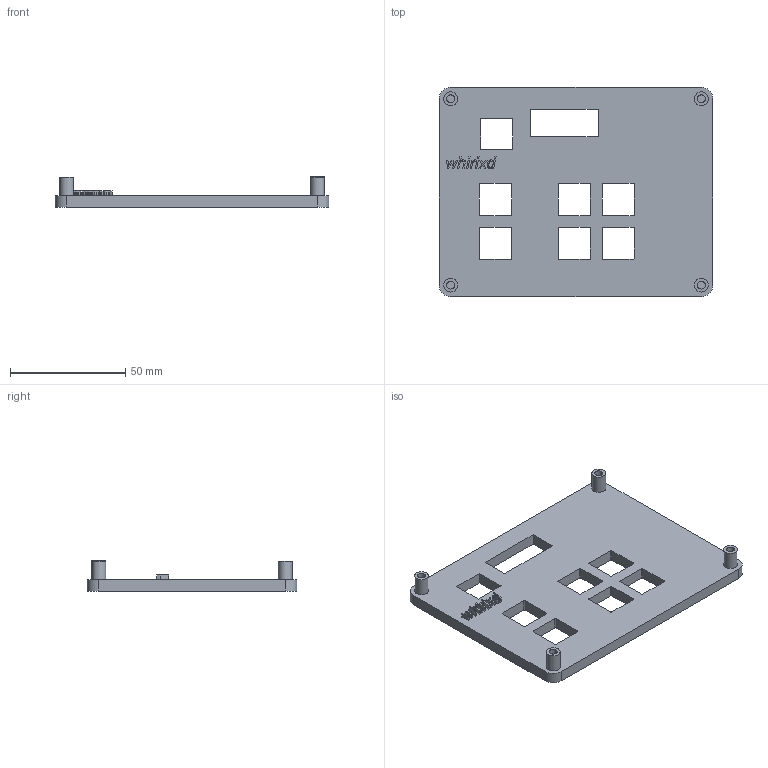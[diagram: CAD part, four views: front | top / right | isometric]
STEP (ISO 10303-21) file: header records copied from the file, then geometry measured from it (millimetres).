
FILE_DESCRIPTION(/* description */ ('','CAx-IF Rec.Pracs.---Representation and Presentation of Product Manufacturing Information (PMI)---4.0---2014-10-13'),/* implementation_level */ '2;1');
FILE_NAME(/* name */ 'top-case.step',/* time_stamp */ '2025-02-20T19:23:49+05:30',/* author */ (''),/* organization */ (''),/* preprocessor_version */ 'ST-DEVELOPER v20',/* originating_system */ 'Autodesk Translation Framework v13.20.0.188',/* authorisation */ '');
FILE_SCHEMA (('AP242_MANAGED_MODEL_BASED_3D_ENGINEERING_MIM_LF { 1 0 10303 442 1 1 4 }'));
Length unit declared in the file: millimetre
Products named in the file (1): tophackpad
Bounding box: 119 x 91 x 13.09 mm (x, y, z)
Volume: 46144.6 mm3; surface area: 23789.1 mm2
Topology: 1 solids, 1 shells, 192 faces, 519 edges, 346 vertices
Faces by surface type: plane 112, bspline 44, cylinder 36
Full cylindrical faces by diameter (mm): 3.4 x4, 6 x4
Entity records: 6480 total; most frequent: CARTESIAN_POINT 1806, ORIENTED_EDGE 1038, DIRECTION 801, EDGE_CURVE 519, LINE 359, VECTOR 359, VERTEX_POINT 346, EDGE_LOOP 225
